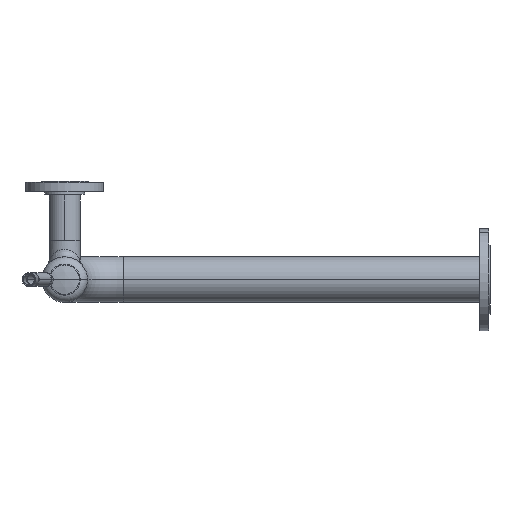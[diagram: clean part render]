
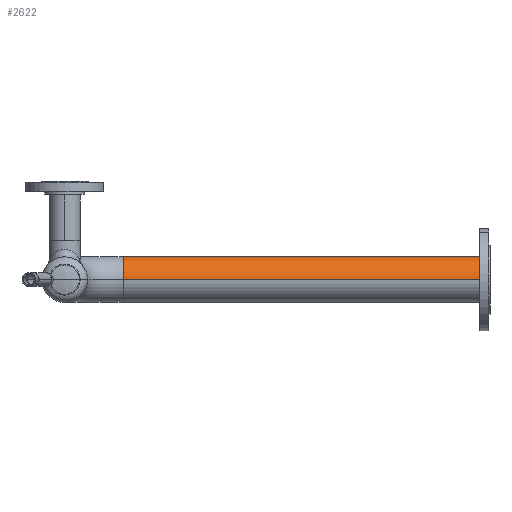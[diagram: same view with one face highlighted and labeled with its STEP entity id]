
A CAD part, left-side view. The second image highlights one B-rep face of the part: STEP entity #2622.
In plain terms, the highlighted cylindrical face has radius 44.45 mm (diameter 88.9 mm), a partial arc.
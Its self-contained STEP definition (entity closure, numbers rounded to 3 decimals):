
#6 = VECTOR ( 'NONE', #6491, 1000. ) ;
#185 = DIRECTION ( 'NONE',  ( 0., -1., 0. ) ) ;
#433 = CARTESIAN_POINT ( 'NONE',  ( 960.55, -114.5, 0. ) ) ;
#523 = CARTESIAN_POINT ( 'NONE',  ( 1049.45, -823., 0. ) ) ;
#715 = LINE ( 'NONE', #433, #6 ) ;
#1015 = EDGE_CURVE ( 'NONE', #2582, #1170, #6168, .T. ) ;
#1029 = CARTESIAN_POINT ( 'NONE',  ( 1005., -823., 0. ) ) ;
#1170 = VERTEX_POINT ( 'NONE', #2303 ) ;
#1197 = CYLINDRICAL_SURFACE ( 'NONE', #3380, 44.45 ) ;
#1583 = CIRCLE ( 'NONE', #2575, 44.45 ) ;
#1944 = ORIENTED_EDGE ( 'NONE', *, *, #3990, .T. ) ;
#2222 = DIRECTION ( 'NONE',  ( 1., 0., 0. ) ) ;
#2284 = CARTESIAN_POINT ( 'NONE',  ( 1049.45, -114.5, 0. ) ) ;
#2303 = CARTESIAN_POINT ( 'NONE',  ( 1049.45, -114.5, 0. ) ) ;
#2545 = DIRECTION ( 'NONE',  ( 0., 1., 0. ) ) ;
#2575 = AXIS2_PLACEMENT_3D ( 'NONE', #1029, #3593, #3559 ) ;
#2582 = VERTEX_POINT ( 'NONE', #4340 ) ;
#2622 = ADVANCED_FACE ( 'NONE', ( #3222 ), #1197, .T. ) ;
#3019 = EDGE_LOOP ( 'NONE', ( #6509, #1944, #3268, #5467 ) ) ;
#3069 = CARTESIAN_POINT ( 'NONE',  ( 1005., -114.5, 0. ) ) ;
#3222 = FACE_OUTER_BOUND ( 'NONE', #3019, .T. ) ;
#3268 = ORIENTED_EDGE ( 'NONE', *, *, #4859, .T. ) ;
#3349 = DIRECTION ( 'NONE',  ( 0., -1., 0. ) ) ;
#3380 = AXIS2_PLACEMENT_3D ( 'NONE', #3834, #185, #2222 ) ;
#3516 = VERTEX_POINT ( 'NONE', #5179 ) ;
#3559 = DIRECTION ( 'NONE',  ( -1., 0., 0. ) ) ;
#3593 = DIRECTION ( 'NONE',  ( 0., 1., 0. ) ) ;
#3721 = VECTOR ( 'NONE', #3349, 1000. ) ;
#3834 = CARTESIAN_POINT ( 'NONE',  ( 1005., -114.5, 0. ) ) ;
#3856 = LINE ( 'NONE', #2284, #3721 ) ;
#3956 = EDGE_CURVE ( 'NONE', #1170, #4882, #3856, .T. ) ;
#3990 = EDGE_CURVE ( 'NONE', #2582, #3516, #715, .T. ) ;
#4340 = CARTESIAN_POINT ( 'NONE',  ( 960.55, -114.5, 0. ) ) ;
#4859 = EDGE_CURVE ( 'NONE', #3516, #4882, #1583, .T. ) ;
#4882 = VERTEX_POINT ( 'NONE', #523 ) ;
#5179 = CARTESIAN_POINT ( 'NONE',  ( 960.55, -823., 0. ) ) ;
#5239 = DIRECTION ( 'NONE',  ( -1., 0., 0. ) ) ;
#5467 = ORIENTED_EDGE ( 'NONE', *, *, #3956, .F. ) ;
#6168 = CIRCLE ( 'NONE', #6706, 44.45 ) ;
#6491 = DIRECTION ( 'NONE',  ( 0., -1., 0. ) ) ;
#6509 = ORIENTED_EDGE ( 'NONE', *, *, #1015, .F. ) ;
#6706 = AXIS2_PLACEMENT_3D ( 'NONE', #3069, #2545, #5239 ) ;
